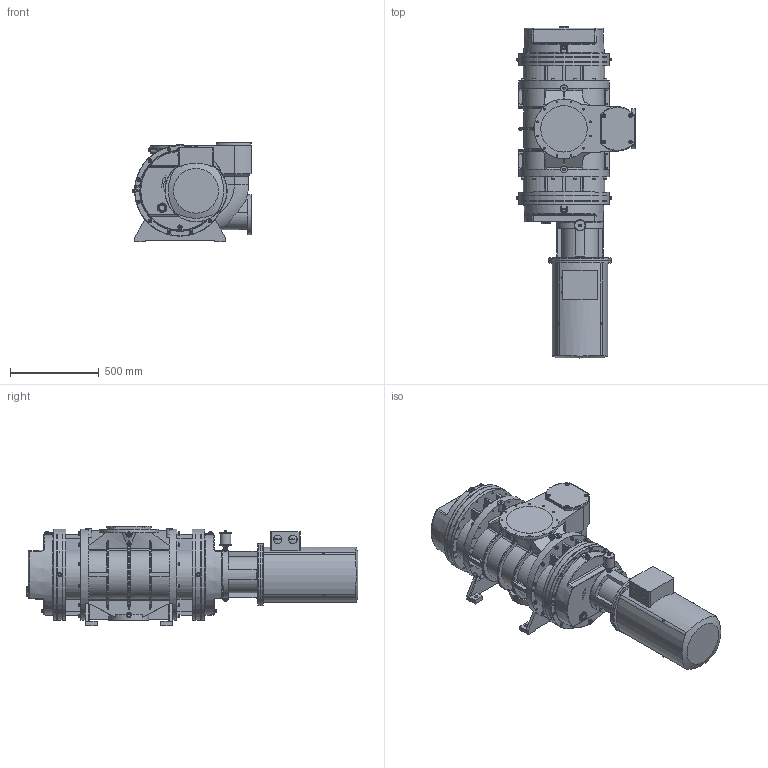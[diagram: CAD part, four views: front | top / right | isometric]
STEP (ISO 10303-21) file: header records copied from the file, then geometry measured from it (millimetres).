
FILE_DESCRIPTION((''),'2;1');
FILE_NAME('PP920437.stp','2010-04-16T09:43:43',('WANGORSCH-V'),(''),'Autodesk Inventor 2009','Autodesk Inventor 2009','');
FILE_SCHEMA(('CONFIG_CONTROL_DESIGN'));
Length unit declared in the file: millimetre
Products named in the file (1): PP920437_SW
Bounding box: 664.8 x 1867 x 560 mm (x, y, z)
Volume: 250078371.4 mm3; surface area: 4559399.4 mm2
Topology: 1 solids, 65 shells, 2227 faces, 5228 edges, 3346 vertices
Faces by surface type: plane 1134, cylinder 408, bspline 350, cone 211, torus 114, sphere 10
Full cylindrical faces by diameter (mm): 1.35 x1, 1.4 x2, 8.376 x16, 10.106 x42, 11.6 x1, 12 x56, 12.8 x2, 13.5 x4, 14.7 x1, 16 x2, 16.662 x12, 17 x11, 18 x58, 19.9 x1, 20 x4, 22 x12, 23 x8, 30 x2, 32 x2, 33 x2, 38 x2, 38.6 x2, 40.9 x2, 47 x2, 48 x2, 60 x1, 63 x2, 153 x2, 225 x2, 261 x1
Entity records: 74222 total; most frequent: CARTESIAN_POINT 27859, DIRECTION 8708, ORIENTED_EDGE 8290, EDGE_CURVE 4145, AXIS2_PLACEMENT_3D 3495, EDGE_LOOP 3330, VERTEX_POINT 2991, FACE_OUTER_BOUND 2227
